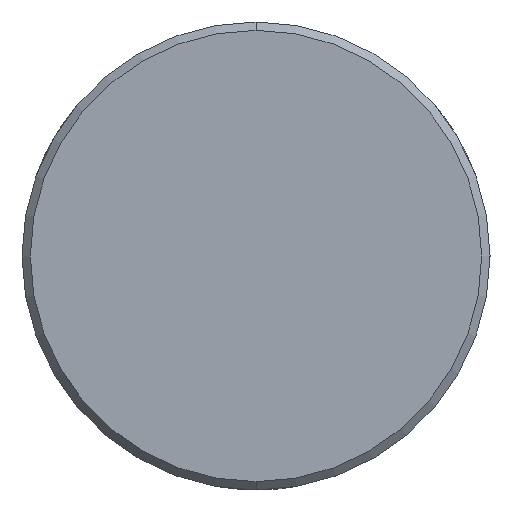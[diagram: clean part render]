
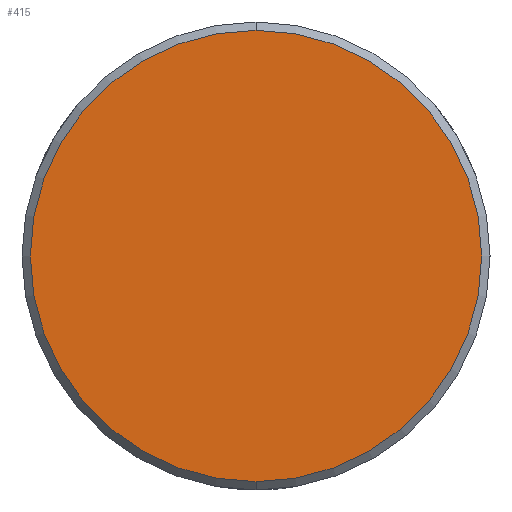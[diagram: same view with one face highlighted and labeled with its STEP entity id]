
A CAD part, left-side view. The second image highlights one B-rep face of the part: STEP entity #415.
In plain terms, the highlighted planar face has unit normal (-1, 0, 0).
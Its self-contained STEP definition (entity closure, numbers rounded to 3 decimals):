
#10 = VERTEX_POINT ( 'NONE', #699 ) ;
#100 = CARTESIAN_POINT ( 'NONE',  ( -147.2, -13.662, 13.662 ) ) ;
#166 = VERTEX_POINT ( 'NONE', #327 ) ;
#199 = AXIS2_PLACEMENT_3D ( 'NONE', #355, #714, #1168 ) ;
#280 = EDGE_CURVE ( 'NONE', #10, #166, #915, .T. ) ;
#327 = CARTESIAN_POINT ( 'NONE',  ( -147.2, 0., -13.5 ) ) ;
#355 = CARTESIAN_POINT ( 'NONE',  ( -147.2, 0., 0. ) ) ;
#415 = ADVANCED_FACE ( 'NONE', ( #423 ), #533, .F. ) ;
#423 = FACE_OUTER_BOUND ( 'NONE', #788, .T. ) ;
#434 = DIRECTION ( 'NONE',  ( -1., 0., 0. ) ) ;
#463 = AXIS2_PLACEMENT_3D ( 'NONE', #100, #819, #729 ) ;
#507 = ORIENTED_EDGE ( 'NONE', *, *, #895, .T. ) ;
#533 = PLANE ( 'NONE',  #463 ) ;
#699 = CARTESIAN_POINT ( 'NONE',  ( -147.2, 0., 13.5 ) ) ;
#714 = DIRECTION ( 'NONE',  ( -1., 0., 0. ) ) ;
#722 = AXIS2_PLACEMENT_3D ( 'NONE', #1152, #434, #1162 ) ;
#729 = DIRECTION ( 'NONE',  ( 0., 0., -1. ) ) ;
#788 = EDGE_LOOP ( 'NONE', ( #507, #798 ) ) ;
#798 = ORIENTED_EDGE ( 'NONE', *, *, #280, .T. ) ;
#819 = DIRECTION ( 'NONE',  ( 1., 0., 0. ) ) ;
#895 = EDGE_CURVE ( 'NONE', #166, #10, #1075, .T. ) ;
#915 = CIRCLE ( 'NONE', #722, 13.5 ) ;
#1075 = CIRCLE ( 'NONE', #199, 13.5 ) ;
#1152 = CARTESIAN_POINT ( 'NONE',  ( -147.2, 0., 0. ) ) ;
#1162 = DIRECTION ( 'NONE',  ( 0., 0., -1. ) ) ;
#1168 = DIRECTION ( 'NONE',  ( 0., 0., -1. ) ) ;
